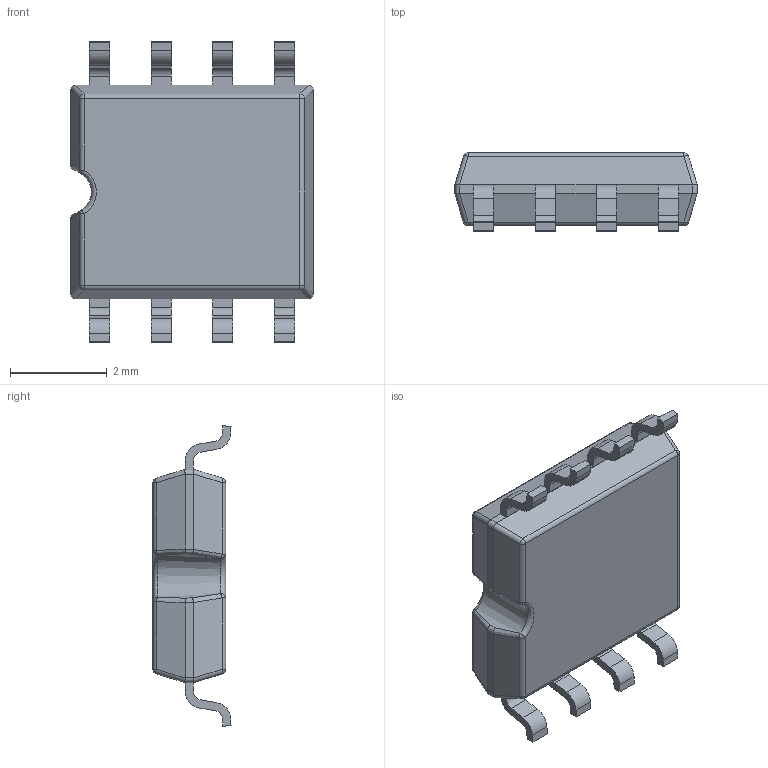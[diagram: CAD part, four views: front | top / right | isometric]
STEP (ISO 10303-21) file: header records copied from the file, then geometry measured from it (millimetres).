
FILE_DESCRIPTION (( 'STEP AP214' ), '1' );
FILE_NAME ('BD6231F-E2.STEP', '2022-02-16T05:07:42', ( '' ), ( '' ), 'SwSTEP 2.0', 'SolidWorks 2018', '' );
FILE_SCHEMA (( 'AUTOMOTIVE_DESIGN' ));
Length unit declared in the file: millimetre
Products named in the file (2): BD6231F-E2
Bounding box: 5 x 1.61 x 6.2 mm (x, y, z)
Volume: 30.8 mm3; surface area: 78.8 mm2
Topology: 9 solids, 9 shells, 176 faces, 447 edges, 280 vertices
Faces by surface type: plane 98, cylinder 56, sphere 12, bspline 6, torus 3, cone 1
Entity records: 7331 total; most frequent: CARTESIAN_POINT 1143, ORIENTED_EDGE 870, DIRECTION 846, EDGE_CURVE 435, AXIS2_PLACEMENT_3D 283, LINE 280, VECTOR 280, VERTEX_POINT 278
